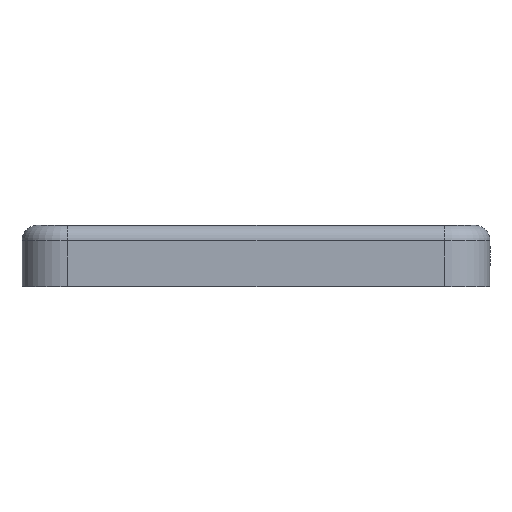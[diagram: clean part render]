
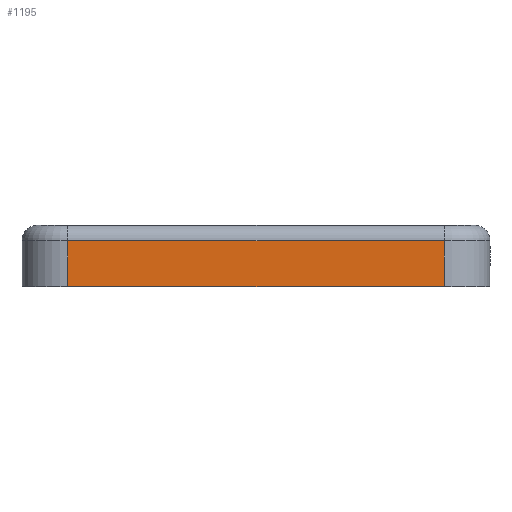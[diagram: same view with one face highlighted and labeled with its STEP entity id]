
A CAD part, left-side view. The second image highlights one B-rep face of the part: STEP entity #1195.
In plain terms, the highlighted face is planar.
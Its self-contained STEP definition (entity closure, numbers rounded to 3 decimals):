
#74=LINE('',#1792,#162);
#75=LINE('',#1796,#163);
#78=LINE('',#1810,#166);
#114=LINE('',#1928,#202);
#162=VECTOR('',#1397,1000.);
#163=VECTOR('',#1402,1000.);
#166=VECTOR('',#1415,1000.);
#202=VECTOR('',#1519,1000.);
#484=ORIENTED_EDGE('',*,*,#661,.T.);
#485=ORIENTED_EDGE('',*,*,#606,.F.);
#486=ORIENTED_EDGE('',*,*,#599,.F.);
#487=ORIENTED_EDGE('',*,*,#597,.T.);
#597=EDGE_CURVE('',#769,#768,#74,.T.);
#599=EDGE_CURVE('',#769,#770,#75,.T.);
#606=EDGE_CURVE('',#770,#773,#78,.T.);
#661=EDGE_CURVE('',#768,#773,#114,.T.);
#768=VERTEX_POINT('',#1791);
#769=VERTEX_POINT('',#1793);
#770=VERTEX_POINT('',#1797);
#773=VERTEX_POINT('',#1805);
#1017=EDGE_LOOP('',(#484,#485,#486,#487));
#1101=FACE_BOUND('',#1017,.T.);
#1143=PLANE('',#1350);
#1195=ADVANCED_FACE('',(#1101),#1143,.T.);
#1350=AXIS2_PLACEMENT_3D('',#2090,#1709,#1710);
#1397=DIRECTION('',(0.,-1.,0.));
#1402=DIRECTION('',(-1.,0.,0.));
#1415=DIRECTION('',(0.,-1.,0.));
#1519=DIRECTION('',(-1.,0.,0.));
#1709=DIRECTION('',(0.,0.,-1.));
#1710=DIRECTION('',(0.,-1.,0.));
#1791=CARTESIAN_POINT('',(6.15,-2.,-10.45));
#1792=CARTESIAN_POINT('',(6.15,0.,-10.45));
#1793=CARTESIAN_POINT('',(6.15,-0.5,-10.45));
#1796=CARTESIAN_POINT('',(6.15,-0.5,-10.45));
#1797=CARTESIAN_POINT('',(-6.15,-0.5,-10.45));
#1805=CARTESIAN_POINT('',(-6.15,-2.,-10.45));
#1810=CARTESIAN_POINT('',(-6.15,0.,-10.45));
#1928=CARTESIAN_POINT('',(6.15,-2.,-10.45));
#2090=CARTESIAN_POINT('',(6.15,0.,-10.45));
